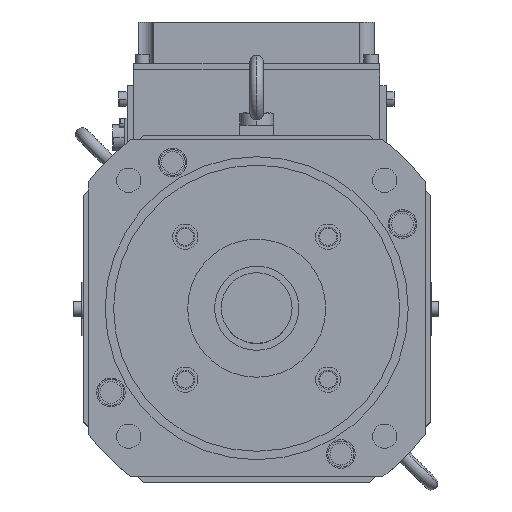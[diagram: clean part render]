
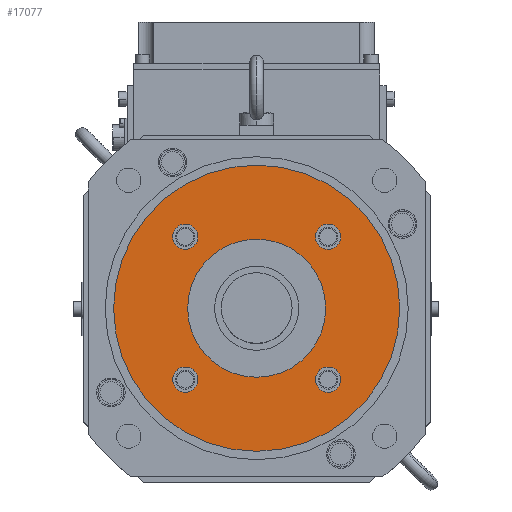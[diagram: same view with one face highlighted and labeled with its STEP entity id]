
A CAD part, top view. The second image highlights one B-rep face of the part: STEP entity #17077.
In plain terms, the highlighted planar face has unit normal (0, 0, 1).
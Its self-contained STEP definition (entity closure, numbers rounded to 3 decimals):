
#6169=CARTESIAN_POINT('',(0.,0.,0.));
#6170=DIRECTION('',(0.,0.,-1.));
#6171=DIRECTION('',(-1.,0.,0.));
#6172=AXIS2_PLACEMENT_3D('',#6169,#6170,#6171);
#6174=CARTESIAN_POINT('',(0.,0.,0.));
#6175=DIRECTION('',(0.,0.,-1.));
#6176=DIRECTION('',(1.,0.,0.));
#6177=AXIS2_PLACEMENT_3D('',#6174,#6175,#6176);
#6179=CARTESIAN_POINT('',(42.426,42.426,0.));
#6180=DIRECTION('',(0.,0.,1.));
#6181=DIRECTION('',(1.,0.,0.));
#6182=AXIS2_PLACEMENT_3D('',#6179,#6180,#6181);
#6184=CARTESIAN_POINT('',(42.426,42.426,0.));
#6185=DIRECTION('',(0.,0.,1.));
#6186=DIRECTION('',(-1.,0.,0.));
#6187=AXIS2_PLACEMENT_3D('',#6184,#6185,#6186);
#6189=CARTESIAN_POINT('',(-42.426,42.426,0.));
#6190=DIRECTION('',(0.,0.,1.));
#6191=DIRECTION('',(0.,1.,0.));
#6192=AXIS2_PLACEMENT_3D('',#6189,#6190,#6191);
#6194=CARTESIAN_POINT('',(-42.426,42.426,0.));
#6195=DIRECTION('',(0.,0.,1.));
#6196=DIRECTION('',(0.,-1.,0.));
#6197=AXIS2_PLACEMENT_3D('',#6194,#6195,#6196);
#6199=CARTESIAN_POINT('',(-42.426,-42.426,0.));
#6200=DIRECTION('',(0.,0.,1.));
#6201=DIRECTION('',(-1.,0.,0.));
#6202=AXIS2_PLACEMENT_3D('',#6199,#6200,#6201);
#6204=CARTESIAN_POINT('',(-42.426,-42.426,0.));
#6205=DIRECTION('',(0.,0.,1.));
#6206=DIRECTION('',(1.,0.,0.));
#6207=AXIS2_PLACEMENT_3D('',#6204,#6205,#6206);
#6209=CARTESIAN_POINT('',(42.426,-42.426,0.));
#6210=DIRECTION('',(0.,0.,1.));
#6211=DIRECTION('',(0.,-1.,0.));
#6212=AXIS2_PLACEMENT_3D('',#6209,#6210,#6211);
#6214=CARTESIAN_POINT('',(42.426,-42.426,0.));
#6215=DIRECTION('',(0.,0.,1.));
#6216=DIRECTION('',(0.,1.,0.));
#6217=AXIS2_PLACEMENT_3D('',#6214,#6215,#6216);
#6219=CARTESIAN_POINT('',(0.,0.,0.));
#6220=DIRECTION('',(0.,0.,1.));
#6221=DIRECTION('',(1.,0.,0.));
#6222=AXIS2_PLACEMENT_3D('',#6219,#6220,#6221);
#6224=CARTESIAN_POINT('',(0.,0.,0.));
#6225=DIRECTION('',(0.,0.,1.));
#6226=DIRECTION('',(-1.,0.,0.));
#6227=AXIS2_PLACEMENT_3D('',#6224,#6225,#6226);
#10302=CARTESIAN_POINT('',(-85.,0.,0.));
#10303=VERTEX_POINT('',#10302);
#10304=CARTESIAN_POINT('',(85.,0.,0.));
#10305=VERTEX_POINT('',#10304);
#10306=CARTESIAN_POINT('',(41.,0.,0.));
#10307=CARTESIAN_POINT('',(-41.,0.,0.));
#10308=VERTEX_POINT('',#10306);
#10309=VERTEX_POINT('',#10307);
#10311=CARTESIAN_POINT('',(49.926,42.426,0.));
#10313=VERTEX_POINT('',#10311);
#10314=CARTESIAN_POINT('',(34.926,42.426,0.));
#10316=VERTEX_POINT('',#10314);
#10335=CARTESIAN_POINT('',(-42.426,49.926,0.));
#10337=VERTEX_POINT('',#10335);
#10338=CARTESIAN_POINT('',(-42.426,34.926,0.));
#10340=VERTEX_POINT('',#10338);
#10359=CARTESIAN_POINT('',(-49.926,-42.426,0.));
#10361=VERTEX_POINT('',#10359);
#10362=CARTESIAN_POINT('',(-34.926,-42.426,0.));
#10364=VERTEX_POINT('',#10362);
#10383=CARTESIAN_POINT('',(42.426,-49.926,0.));
#10385=VERTEX_POINT('',#10383);
#10386=CARTESIAN_POINT('',(42.426,-34.926,0.));
#10388=VERTEX_POINT('',#10386);
#17038=CARTESIAN_POINT('',(0.,0.,0.));
#17039=DIRECTION('',(0.,0.,1.));
#17040=DIRECTION('',(1.,0.,0.));
#17041=AXIS2_PLACEMENT_3D('',#17038,#17039,#17040);
#17042=PLANE('',#17041);
#17043=ORIENTED_EDGE('',*,*,#17017,.T.);
#17044=ORIENTED_EDGE('',*,*,#17031,.T.);
#17045=EDGE_LOOP('',(#17043,#17044));
#17046=FACE_OUTER_BOUND('',#17045,.F.);
#17048=ORIENTED_EDGE('',*,*,#17047,.T.);
#17050=ORIENTED_EDGE('',*,*,#17049,.T.);
#17051=EDGE_LOOP('',(#17048,#17050));
#17052=FACE_BOUND('',#17051,.F.);
#17054=ORIENTED_EDGE('',*,*,#17053,.T.);
#17056=ORIENTED_EDGE('',*,*,#17055,.T.);
#17057=EDGE_LOOP('',(#17054,#17056));
#17058=FACE_BOUND('',#17057,.F.);
#17060=ORIENTED_EDGE('',*,*,#17059,.T.);
#17062=ORIENTED_EDGE('',*,*,#17061,.T.);
#17063=EDGE_LOOP('',(#17060,#17062));
#17064=FACE_BOUND('',#17063,.F.);
#17066=ORIENTED_EDGE('',*,*,#17065,.T.);
#17068=ORIENTED_EDGE('',*,*,#17067,.T.);
#17069=EDGE_LOOP('',(#17066,#17068));
#17070=FACE_BOUND('',#17069,.F.);
#17072=ORIENTED_EDGE('',*,*,#17071,.T.);
#17074=ORIENTED_EDGE('',*,*,#17073,.T.);
#17075=EDGE_LOOP('',(#17072,#17074));
#17076=FACE_BOUND('',#17075,.F.);
#17077=ADVANCED_FACE('',(#17046,#17052,#17058,#17064,#17070,#17076),#17042,.T.);
#6173=CIRCLE('',#6172,85.);
#6178=CIRCLE('',#6177,85.);
#6183=CIRCLE('',#6182,7.5);
#6188=CIRCLE('',#6187,7.5);
#6193=CIRCLE('',#6192,7.5);
#6198=CIRCLE('',#6197,7.5);
#6203=CIRCLE('',#6202,7.5);
#6208=CIRCLE('',#6207,7.5);
#6213=CIRCLE('',#6212,7.5);
#6218=CIRCLE('',#6217,7.5);
#6223=CIRCLE('',#6222,41.);
#6228=CIRCLE('',#6227,41.);
#17017=EDGE_CURVE('',#10303,#10305,#6173,.T.);
#17031=EDGE_CURVE('',#10305,#10303,#6178,.T.);
#17047=EDGE_CURVE('',#10313,#10316,#6183,.T.);
#17049=EDGE_CURVE('',#10316,#10313,#6188,.T.);
#17053=EDGE_CURVE('',#10337,#10340,#6193,.T.);
#17055=EDGE_CURVE('',#10340,#10337,#6198,.T.);
#17059=EDGE_CURVE('',#10361,#10364,#6203,.T.);
#17061=EDGE_CURVE('',#10364,#10361,#6208,.T.);
#17065=EDGE_CURVE('',#10385,#10388,#6213,.T.);
#17067=EDGE_CURVE('',#10388,#10385,#6218,.T.);
#17071=EDGE_CURVE('',#10308,#10309,#6223,.T.);
#17073=EDGE_CURVE('',#10309,#10308,#6228,.T.);
